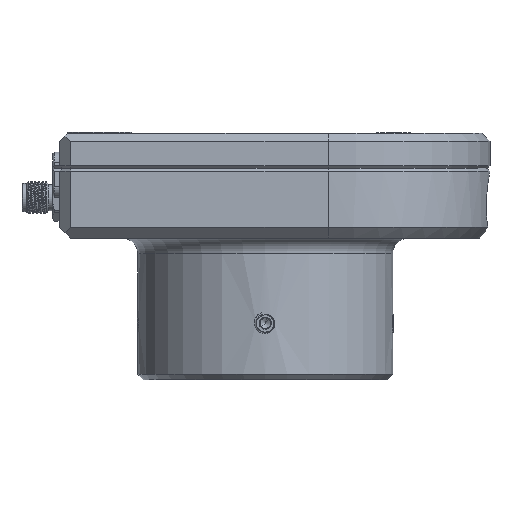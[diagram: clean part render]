
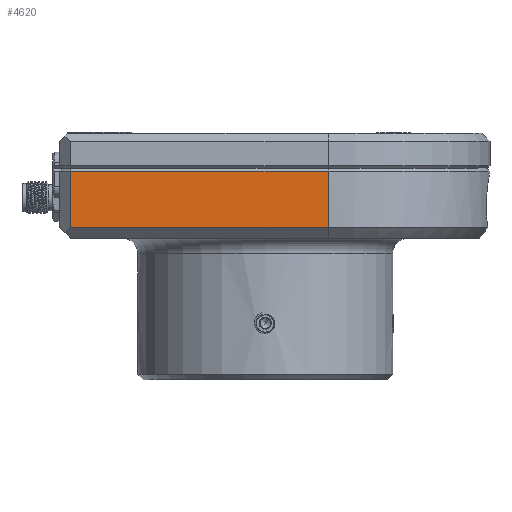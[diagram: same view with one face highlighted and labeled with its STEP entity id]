
A CAD part, front view. The second image highlights one B-rep face of the part: STEP entity #4620.
In plain terms, the highlighted planar face has unit normal (0, -1, 0).
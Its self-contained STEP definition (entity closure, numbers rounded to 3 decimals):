
#301 = VERTEX_POINT ( 'NONE', #90660 ) ;
#4620 = ADVANCED_FACE ( 'NONE', ( #124370 ), #20814, .T. ) ;
#5526 = EDGE_CURVE ( 'NONE', #115758, #301, #12088, .T. ) ;
#6284 = VECTOR ( 'NONE', #65745, 1000. ) ;
#7261 = CARTESIAN_POINT ( 'NONE',  ( -30.412, 0., 9.534 ) ) ;
#8336 = VERTEX_POINT ( 'NONE', #7261 ) ;
#12088 = LINE ( 'NONE', #126033, #6284 ) ;
#14457 = CARTESIAN_POINT ( 'NONE',  ( -79.012, 0., 20.165 ) ) ;
#18674 = EDGE_LOOP ( 'NONE', ( #28756, #53052, #125034, #95259 ) ) ;
#19219 = CARTESIAN_POINT ( 'NONE',  ( -30.412, 0., 20.665 ) ) ;
#20814 = PLANE ( 'NONE',  #137125 ) ;
#22282 = CARTESIAN_POINT ( 'NONE',  ( -30.412, 0., 9.534 ) ) ;
#24979 = EDGE_CURVE ( 'NONE', #116431, #115758, #147963, .T. ) ;
#28756 = ORIENTED_EDGE ( 'NONE', *, *, #65820, .F. ) ;
#29531 = EDGE_CURVE ( 'NONE', #301, #8336, #139377, .T. ) ;
#35130 = DIRECTION ( 'NONE',  ( 1., 0., 0. ) ) ;
#43949 = DIRECTION ( 'NONE',  ( 0., -1., 0. ) ) ;
#49559 = VECTOR ( 'NONE', #64810, 1000. ) ;
#51368 = CARTESIAN_POINT ( 'NONE',  ( -79.012, 0., 20.165 ) ) ;
#51579 = DIRECTION ( 'NONE',  ( -1., 0., 0. ) ) ;
#53052 = ORIENTED_EDGE ( 'NONE', *, *, #24979, .T. ) ;
#64810 = DIRECTION ( 'NONE',  ( 0., 0., -1. ) ) ;
#65745 = DIRECTION ( 'NONE',  ( 0., 0., -1. ) ) ;
#65820 = EDGE_CURVE ( 'NONE', #116431, #8336, #151563, .T. ) ;
#90660 = CARTESIAN_POINT ( 'NONE',  ( -79.012, 0., 9.534 ) ) ;
#95259 = ORIENTED_EDGE ( 'NONE', *, *, #29531, .T. ) ;
#115366 = VECTOR ( 'NONE', #51579, 1000. ) ;
#115758 = VERTEX_POINT ( 'NONE', #51368 ) ;
#116431 = VERTEX_POINT ( 'NONE', #133154 ) ;
#124073 = CARTESIAN_POINT ( 'NONE',  ( -30.412, 0., 20.665 ) ) ;
#124370 = FACE_OUTER_BOUND ( 'NONE', #18674, .T. ) ;
#125034 = ORIENTED_EDGE ( 'NONE', *, *, #5526, .T. ) ;
#126033 = CARTESIAN_POINT ( 'NONE',  ( -79.012, 0., 20.665 ) ) ;
#133154 = CARTESIAN_POINT ( 'NONE',  ( -30.412, 0., 20.165 ) ) ;
#137125 = AXIS2_PLACEMENT_3D ( 'NONE', #19219, #43949, #142412 ) ;
#139377 = LINE ( 'NONE', #22282, #152786 ) ;
#142412 = DIRECTION ( 'NONE',  ( 0., 0., 1. ) ) ;
#147963 = LINE ( 'NONE', #14457, #115366 ) ;
#151563 = LINE ( 'NONE', #124073, #49559 ) ;
#152786 = VECTOR ( 'NONE', #35130, 1000. ) ;
